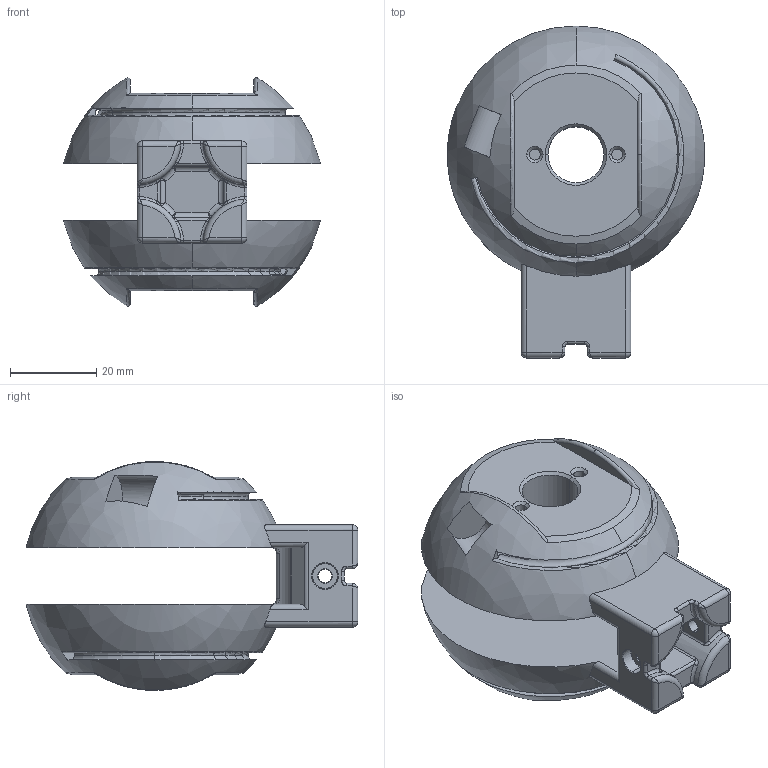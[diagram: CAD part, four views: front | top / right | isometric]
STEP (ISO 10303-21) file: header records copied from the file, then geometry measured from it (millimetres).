
FILE_DESCRIPTION (( 'STEP AP203' ), '1' );
FILE_NAME ('AARL_BA_HIP_JOINT.STEP', '2022-03-05T14:55:07', ( '' ), ( '' ), 'SwSTEP 2.0', 'SolidWorks 2021', '' );
FILE_SCHEMA (( 'CONFIG_CONTROL_DESIGN' ));
Length unit declared in the file: inch
Products named in the file (1): AARL_BA_HIP_JOINT
Bounding box: 59.52 x 76.76 x 52.96 mm (x, y, z)
Volume: 72666.1 mm3; surface area: 20188.8 mm2
Topology: 1 solids, 1 shells, 279 faces, 684 edges, 390 vertices
Faces by surface type: cylinder 99, torus 55, plane 49, bspline 42, cone 20, sphere 14
Entity records: 10775 total; most frequent: CARTESIAN_POINT 4485, DIRECTION 1324, ORIENTED_EDGE 1318, EDGE_CURVE 659, AXIS2_PLACEMENT_3D 571, VERTEX_POINT 388, CIRCLE 333, EDGE_LOOP 297
